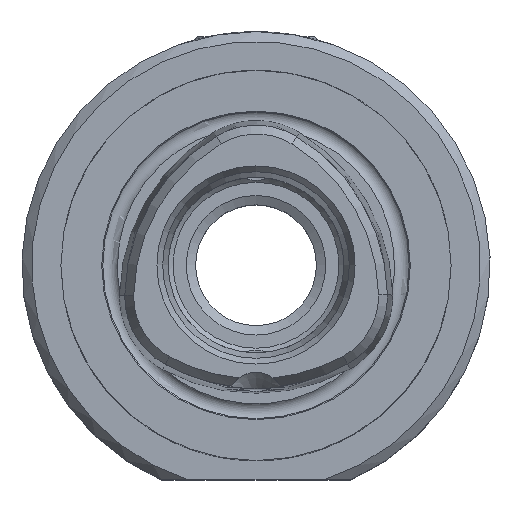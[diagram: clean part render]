
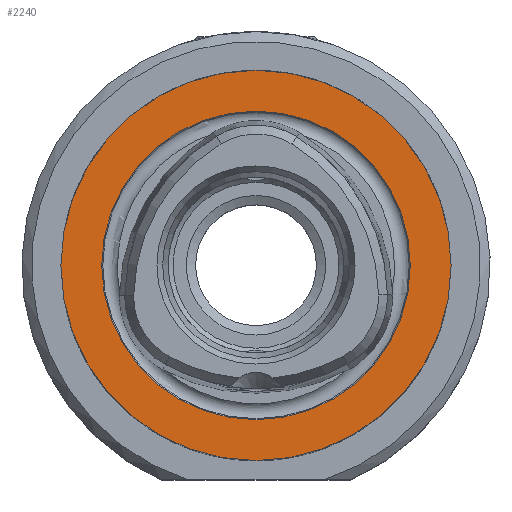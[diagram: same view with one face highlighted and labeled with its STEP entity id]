
A CAD part, top view. The second image highlights one B-rep face of the part: STEP entity #2240.
In plain terms, the highlighted planar face has unit normal (0, 0, 1).
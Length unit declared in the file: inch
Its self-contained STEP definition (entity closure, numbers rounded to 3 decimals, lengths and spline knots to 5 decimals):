
#54=FACE_BOUND('',#590,.T.);
#96=PLANE('',#2530);
#451=FACE_OUTER_BOUND('',#589,.T.);
#589=EDGE_LOOP('',(#1959));
#590=EDGE_LOOP('',(#1960));
#698=CIRCLE('',#2439,0.7874);
#735=CIRCLE('',#2526,0.62261);
#948=VERTEX_POINT('',#4086);
#1009=VERTEX_POINT('',#4440);
#1230=EDGE_CURVE('',#948,#948,#698,.T.);
#1327=EDGE_CURVE('',#1009,#1009,#735,.T.);
#1959=ORIENTED_EDGE('',*,*,#1230,.T.);
#1960=ORIENTED_EDGE('',*,*,#1327,.T.);
#2240=ADVANCED_FACE('',(#451,#54),#96,.T.);
#2439=AXIS2_PLACEMENT_3D('',#4088,#2949,#2950);
#2526=AXIS2_PLACEMENT_3D('',#4442,#3161,#3162);
#2530=AXIS2_PLACEMENT_3D('',#4446,#3169,#3170);
#2949=DIRECTION('center_axis',(0.,0.,
1.));
#2950=DIRECTION('ref_axis',(1.,0.,0.));
#3161=DIRECTION('center_axis',(0.,0.,
-1.));
#3162=DIRECTION('ref_axis',(0.,1.,0.));
#3169=DIRECTION('center_axis',(0.,0.,
1.));
#3170=DIRECTION('ref_axis',(1.,0.,0.));
#4086=CARTESIAN_POINT('',(-1.19726,-0.20686,0.64929));
#4088=CARTESIAN_POINT('Origin',(-0.40986,-0.20686,0.64929));
#4440=CARTESIAN_POINT('',(-0.40986,-0.82946,0.64929));
#4442=CARTESIAN_POINT('Origin',(-0.40986,-0.20686,0.64929));
#4446=CARTESIAN_POINT('Origin',(-0.40986,-0.20686,0.64929));
